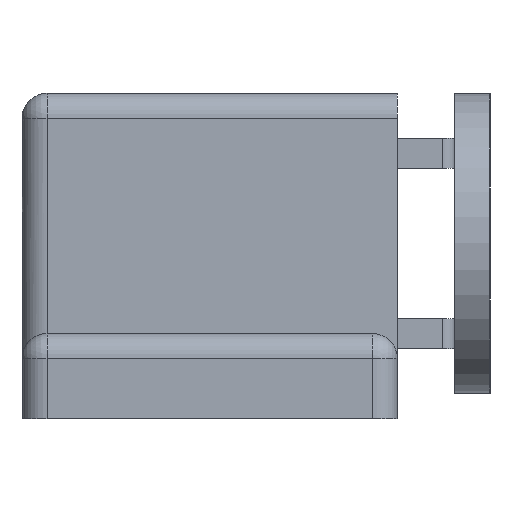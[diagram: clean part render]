
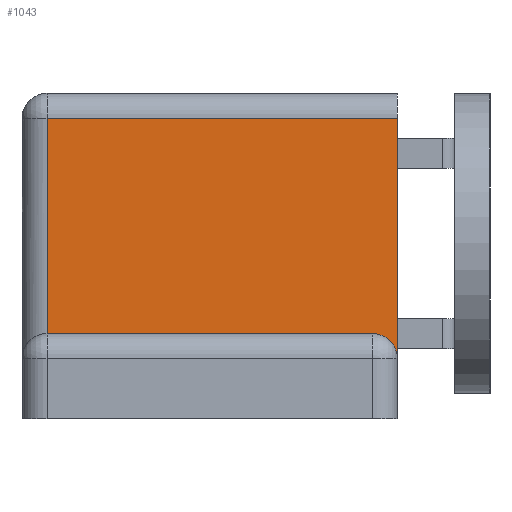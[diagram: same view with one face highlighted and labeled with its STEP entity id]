
A CAD part, left-side view. The second image highlights one B-rep face of the part: STEP entity #1043.
In plain terms, the highlighted planar face has unit normal (-1, 0, 0).
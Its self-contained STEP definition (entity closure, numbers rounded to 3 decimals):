
#123=CARTESIAN_POINT('',(-14.5,2.4,15.0));
#124=VERTEX_POINT('',#123);
#131=CARTESIAN_POINT('',(-14.5,3.4,14.0));
#132=VERTEX_POINT('',#131);
#133=CARTESIAN_POINT('',(-14.5,2.4,14.0));
#134=DIRECTION('',(1.0,0.0,0.0));
#135=DIRECTION('',(0.0,0.707,0.707));
#136=AXIS2_PLACEMENT_3D('',#133,#134,#135);
#137=CIRCLE('',#136,1.0);
#138=EDGE_CURVE('',#124,#132,#137,.F.);
#203=CARTESIAN_POINT('',(-14.5,3.4,1.0));
#204=VERTEX_POINT('',#203);
#725=CARTESIAN_POINT('',(-14.5,12.,15.0));
#726=VERTEX_POINT('',#725);
#734=CARTESIAN_POINT('',(-14.5,2.4,15.0));
#735=DIRECTION('',(0.0,1.0,0.0));
#736=VECTOR('',#735,9.6);
#737=LINE('',#734,#736);
#738=EDGE_CURVE('',#124,#726,#737,.T.);
#749=CARTESIAN_POINT('',(-14.5,3.4,1.0));
#750=DIRECTION('',(0.0,0.0,1.0));
#751=VECTOR('',#750,13.0);
#752=LINE('',#749,#751);
#753=EDGE_CURVE('',#204,#132,#752,.T.);
#925=CARTESIAN_POINT('',(-14.5,12.,1.0));
#926=VERTEX_POINT('',#925);
#936=CARTESIAN_POINT('',(-14.5,3.4,1.0));
#937=DIRECTION('',(0.0,1.0,0.0));
#938=VECTOR('',#937,8.6);
#939=LINE('',#936,#938);
#940=EDGE_CURVE('',#204,#926,#939,.T.);
#1020=CARTESIAN_POINT('',(-14.5,12.,1.0));
#1021=DIRECTION('',(0.0,0.0,1.0));
#1022=VECTOR('',#1021,14.0);
#1023=LINE('',#1020,#1022);
#1024=EDGE_CURVE('',#926,#726,#1023,.T.);
#1031=CARTESIAN_POINT('',(-14.5,3.4,0.0));
#1032=DIRECTION('',(-1.0,0.0,0.0));
#1033=DIRECTION('',(0.0,0.0,1.0));
#1034=AXIS2_PLACEMENT_3D('',#1031,#1032,#1033);
#1035=PLANE('',#1034);
#1036=ORIENTED_EDGE('',*,*,#940,.F.);
#1037=ORIENTED_EDGE('',*,*,#753,.T.);
#1038=ORIENTED_EDGE('',*,*,#138,.F.);
#1039=ORIENTED_EDGE('',*,*,#738,.T.);
#1040=ORIENTED_EDGE('',*,*,#1024,.F.);
#1041=EDGE_LOOP('',(#1036,#1037,#1038,#1039,#1040));
#1042=FACE_OUTER_BOUND('',#1041,.T.);
#1043=ADVANCED_FACE('',(#1042),#1035,.T.);
